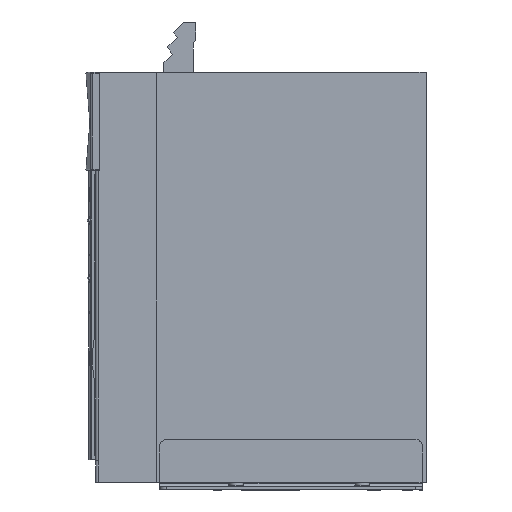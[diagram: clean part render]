
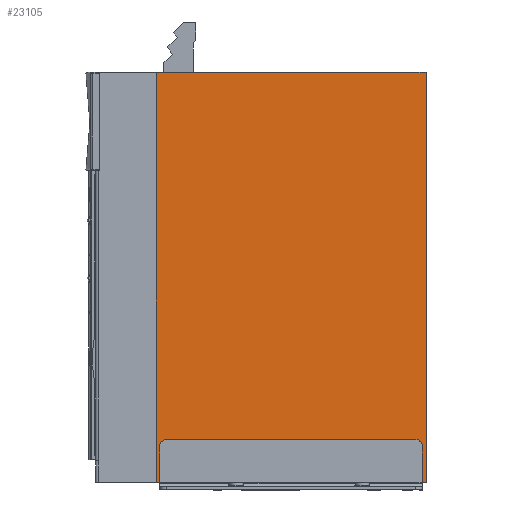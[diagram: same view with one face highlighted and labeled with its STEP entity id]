
A CAD part, left-side view. The second image highlights one B-rep face of the part: STEP entity #23105.
In plain terms, the highlighted planar face has unit normal (-1, 0, 0).
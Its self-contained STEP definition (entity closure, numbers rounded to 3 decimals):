
#23092=AXIS2_PLACEMENT_3D('Plane Axis2P3D',#23089,#23090,#23091) ;
#20666=CARTESIAN_POINT('Vertex',(-762.,0.,325.)) ;
#20669=CARTESIAN_POINT('Line Origine',(-762.,0.,162.5)) ;
#20673=CARTESIAN_POINT('Vertex',(-762.,0.,0.)) ;
#22652=CARTESIAN_POINT('Line Origine',(-762.,214.,162.5)) ;
#22656=CARTESIAN_POINT('Vertex',(-762.,214.,0.)) ;
#22658=CARTESIAN_POINT('Vertex',(-762.,214.,325.)) ;
#23069=CARTESIAN_POINT('Line Origine',(-762.,107.,325.)) ;
#23089=CARTESIAN_POINT('Axis2P3D Location',(-762.,0.,0.)) ;
#23094=CARTESIAN_POINT('Line Origine',(-762.,107.,0.)) ;
#20670=DIRECTION('Vector Direction',(0.,0.,1.)) ;
#22653=DIRECTION('Vector Direction',(0.,0.,-1.)) ;
#23070=DIRECTION('Vector Direction',(0.,1.,0.)) ;
#23090=DIRECTION('Axis2P3D Direction',(-1.,0.,0.)) ;
#23091=DIRECTION('Axis2P3D XDirection',(0.,0.,1.)) ;
#23095=DIRECTION('Vector Direction',(0.,1.,0.)) ;
#20671=VECTOR('Line Direction',#20670,1.) ;
#22654=VECTOR('Line Direction',#22653,1.) ;
#23071=VECTOR('Line Direction',#23070,1.) ;
#23096=VECTOR('Line Direction',#23095,1.) ;
#23100=ORIENTED_EDGE('',*,*,#23098,.F.) ;
#23101=ORIENTED_EDGE('',*,*,#20675,.T.) ;
#23102=ORIENTED_EDGE('',*,*,#23073,.T.) ;
#23103=ORIENTED_EDGE('',*,*,#22660,.F.) ;
#23105=ADVANCED_FACE('RX0153001_1PA_001_00_PARTE_N2_III.1',(#23104),#23093,.T.) ;
#20675=EDGE_CURVE('',#20674,#20667,#20672,.T.) ;
#22660=EDGE_CURVE('',#22657,#22659,#22655,.F.) ;
#23073=EDGE_CURVE('',#20667,#22659,#23072,.T.) ;
#23098=EDGE_CURVE('',#20674,#22657,#23097,.T.) ;
#23099=EDGE_LOOP('',(#23100,#23101,#23102,#23103)) ;
#23104=FACE_OUTER_BOUND('',#23099,.T.) ;
#20672=LINE('Line',#20669,#20671) ;
#22655=LINE('Line',#22652,#22654) ;
#23072=LINE('Line',#23069,#23071) ;
#23097=LINE('Line',#23094,#23096) ;
#23093=PLANE('',#23092) ;
#20667=VERTEX_POINT('',#20666) ;
#20674=VERTEX_POINT('',#20673) ;
#22657=VERTEX_POINT('',#22656) ;
#22659=VERTEX_POINT('',#22658) ;
